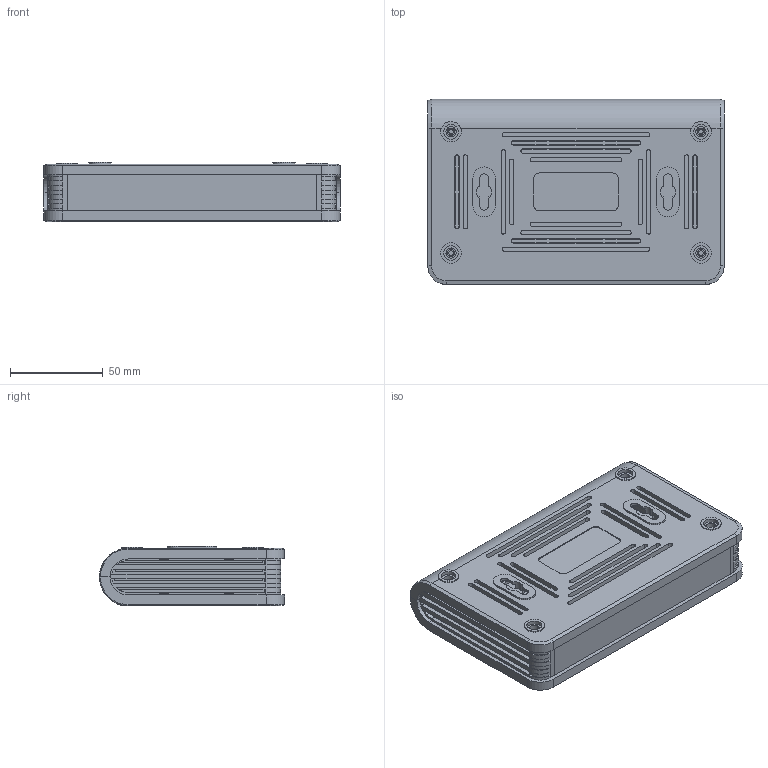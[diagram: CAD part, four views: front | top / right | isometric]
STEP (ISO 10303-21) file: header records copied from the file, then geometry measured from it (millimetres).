
FILE_DESCRIPTION (( 'STEP AP203' ), '1' );
FILE_NAME ('AK-NW-03.STEP', '2019-10-10T02:56:55', ( 'User' ), ( 'china' ), 'SwSTEP 2.0', 'SolidWorks 2015', '' );
FILE_SCHEMA (( 'CONFIG_CONTROL_DESIGN' ));
Length unit declared in the file: millimetre
Products named in the file (6): AK-NW-03菁褲; AK-NW-03綴結啣; AK-NW-03耜結啣; AK-NW-03奻裔; AK-NW-03奻裔腑啣; AK-NW-03
Assembly tree (6 placements, depth 2):
  AK-NW-03
    AK-NW-03菁褲
    AK-NW-03綴結啣
    AK-NW-03耜結啣  x2
    AK-NW-03奻裔
    AK-NW-03奻裔腑啣
Bounding box: 160 x 100 x 32 mm (x, y, z)
Volume: 117753.2 mm3; surface area: 117445.5 mm2
Topology: 6 solids, 6 shells, 1172 faces, 3415 edges, 2176 vertices
Faces by surface type: plane 835, cylinder 327, cone 8, bspline 2
Entity records: 35377 total; most frequent: CARTESIAN_POINT 6692, ORIENTED_EDGE 6018, DIRECTION 5737, EDGE_CURVE 3009, LINE 2291, VECTOR 2291, VERTEX_POINT 1918, AXIS2_PLACEMENT_3D 1723
